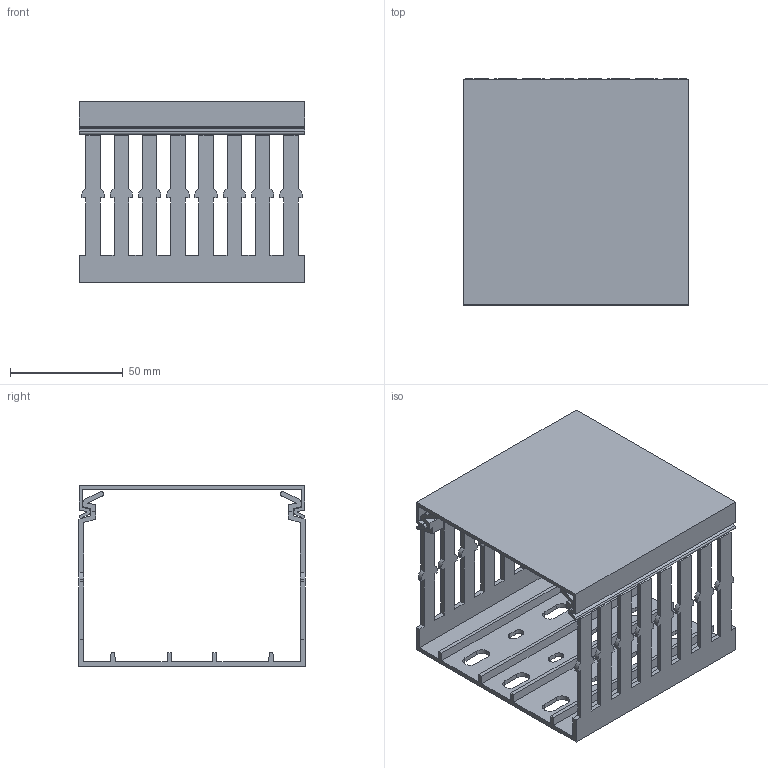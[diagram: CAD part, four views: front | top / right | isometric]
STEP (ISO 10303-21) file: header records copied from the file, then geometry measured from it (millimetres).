
FILE_DESCRIPTION((''),'2;1');
FILE_NAME('BA7A801000_ASM','2022-04-04T09:07:00',('buserr'),(''),'CREO PARAMETRIC BY PTC INC, 2021184','CREO PARAMETRIC BY PTC INC, 2021184','');
FILE_SCHEMA(('AUTOMOTIVE_DESIGN { 1 0 10303 214 1 1 1 1 }'));
Length unit declared in the file: millimetre
Products named in the file (3): PROXY_BA7A801001; PROXY_BA7A1002; BA7A801000_ASM
Assembly tree (2 placements, depth 2):
  BA7A801000_ASM
    PROXY_BA7A801001
    PROXY_BA7A1002
Bounding box: 100 x 100.1 x 80 mm (x, y, z)
Volume: 66581.9 mm3; surface area: 78273.1 mm2
Topology: 2 solids, 2 shells, 512 faces, 1534 edges, 1026 vertices
Faces by surface type: plane 402, cylinder 110
Entity records: 23238 total; most frequent: CARTESIAN_POINT 3144, ORIENTED_EDGE 3048, DIRECTION 2906, EDGE_CURVE 1524, PRESENTATION_STYLE_ASSIGNMENT 1488, STYLED_ITEM 1488, CURVE_STYLE 1487, VECTOR 1321
